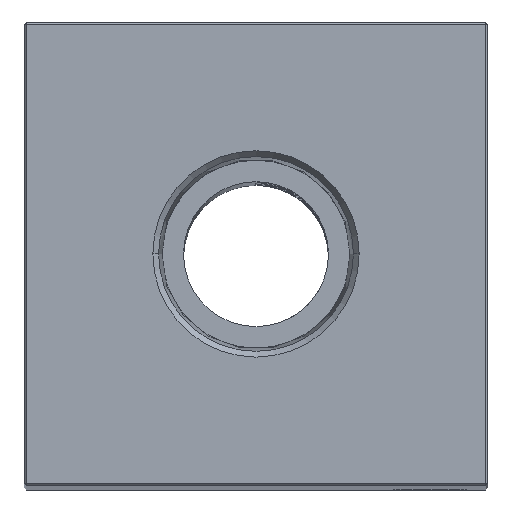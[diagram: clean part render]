
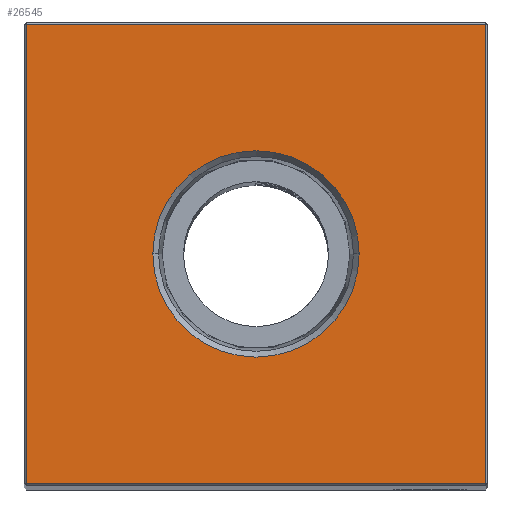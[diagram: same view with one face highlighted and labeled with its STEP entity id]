
A CAD part, top view. The second image highlights one B-rep face of the part: STEP entity #26545.
In plain terms, the highlighted planar face has unit normal (0, 0, 1).
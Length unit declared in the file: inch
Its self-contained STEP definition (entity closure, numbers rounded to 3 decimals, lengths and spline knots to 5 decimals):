
#662 = LINE ( 'NONE', #1223, #24177 ) ;
#713 = AXIS2_PLACEMENT_3D ( 'NONE', #26961, #7588, #16206 ) ;
#1093 = PLANE ( 'NONE',  #713 ) ;
#1223 = CARTESIAN_POINT ( 'NONE',  ( 0.99, 0., 10.25 ) ) ;
#1600 = CARTESIAN_POINT ( 'NONE',  ( 0., 0.99, 10.25 ) ) ;
#3660 = EDGE_LOOP ( 'NONE', ( #15206, #15959 ) ) ;
#4151 = CARTESIAN_POINT ( 'NONE',  ( -0.44487, 0., 10.25 ) ) ;
#4712 = ORIENTED_EDGE ( 'NONE', *, *, #15246, .T. ) ;
#5828 = LINE ( 'NONE', #19244, #5948 ) ;
#5948 = VECTOR ( 'NONE', #5968, 39.37008 ) ;
#5968 = DIRECTION ( 'NONE',  ( 1., 0., 0. ) ) ;
#6059 = AXIS2_PLACEMENT_3D ( 'NONE', #13355, #6720, #21985 ) ;
#6623 = CARTESIAN_POINT ( 'NONE',  ( 0.44487, 0., 10.25 ) ) ;
#6720 = DIRECTION ( 'NONE',  ( 0., 0., 1. ) ) ;
#7338 = VERTEX_POINT ( 'NONE', #18312 ) ;
#7588 = DIRECTION ( 'NONE',  ( 0., 0., -1. ) ) ;
#7950 = VECTOR ( 'NONE', #17327, 39.37008 ) ;
#8056 = DIRECTION ( 'NONE',  ( 1., 0., 0. ) ) ;
#9160 = VECTOR ( 'NONE', #19402, 39.37008 ) ;
#11827 = DIRECTION ( 'NONE',  ( 0., 1., 0. ) ) ;
#11841 = FACE_BOUND ( 'NONE', #3660, .T. ) ;
#11883 = VERTEX_POINT ( 'NONE', #14507 ) ;
#12123 = EDGE_CURVE ( 'NONE', #25977, #12687, #26308, .T. ) ;
#12255 = EDGE_CURVE ( 'NONE', #13442, #7338, #17133, .T. ) ;
#12296 = DIRECTION ( 'NONE',  ( 0., 0., 1. ) ) ;
#12687 = VERTEX_POINT ( 'NONE', #6623 ) ;
#13090 = CARTESIAN_POINT ( 'NONE',  ( -0.99, 0., 10.25 ) ) ;
#13355 = CARTESIAN_POINT ( 'NONE',  ( 0., 0., 10.25 ) ) ;
#13442 = VERTEX_POINT ( 'NONE', #20069 ) ;
#14507 = CARTESIAN_POINT ( 'NONE',  ( -0.99, -0.99, 10.25 ) ) ;
#15029 = ORIENTED_EDGE ( 'NONE', *, *, #12255, .T. ) ;
#15157 = AXIS2_PLACEMENT_3D ( 'NONE', #18654, #12296, #8056 ) ;
#15206 = ORIENTED_EDGE ( 'NONE', *, *, #27627, .F. ) ;
#15246 = EDGE_CURVE ( 'NONE', #11883, #22878, #5828, .T. ) ;
#15920 = CARTESIAN_POINT ( 'NONE',  ( 0.99, -0.99, 10.25 ) ) ;
#15959 = ORIENTED_EDGE ( 'NONE', *, *, #12123, .F. ) ;
#16206 = DIRECTION ( 'NONE',  ( -1., 0., 0. ) ) ;
#17133 = LINE ( 'NONE', #1600, #9160 ) ;
#17183 = EDGE_CURVE ( 'NONE', #22878, #13442, #662, .T. ) ;
#17187 = LINE ( 'NONE', #13090, #7950 ) ;
#17327 = DIRECTION ( 'NONE',  ( 0., -1., 0. ) ) ;
#17388 = ORIENTED_EDGE ( 'NONE', *, *, #17183, .T. ) ;
#17882 = CIRCLE ( 'NONE', #15157, 0.44487 ) ;
#18312 = CARTESIAN_POINT ( 'NONE',  ( -0.99, 0.99, 10.25 ) ) ;
#18654 = CARTESIAN_POINT ( 'NONE',  ( 0., 0., 10.25 ) ) ;
#19244 = CARTESIAN_POINT ( 'NONE',  ( 0., -0.99, 10.25 ) ) ;
#19402 = DIRECTION ( 'NONE',  ( -1., 0., 0. ) ) ;
#20069 = CARTESIAN_POINT ( 'NONE',  ( 0.99, 0.99, 10.25 ) ) ;
#20739 = FACE_OUTER_BOUND ( 'NONE', #25659, .T. ) ;
#21985 = DIRECTION ( 'NONE',  ( 1., 0., 0. ) ) ;
#22878 = VERTEX_POINT ( 'NONE', #15920 ) ;
#24177 = VECTOR ( 'NONE', #11827, 39.37008 ) ;
#25659 = EDGE_LOOP ( 'NONE', ( #26408, #4712, #17388, #15029 ) ) ;
#25977 = VERTEX_POINT ( 'NONE', #4151 ) ;
#26308 = CIRCLE ( 'NONE', #6059, 0.44487 ) ;
#26408 = ORIENTED_EDGE ( 'NONE', *, *, #27573, .T. ) ;
#26545 = ADVANCED_FACE ( 'NONE', ( #20739, #11841 ), #1093, .F. ) ;
#26961 = CARTESIAN_POINT ( 'NONE',  ( 0., 0., 10.25 ) ) ;
#27573 = EDGE_CURVE ( 'NONE', #7338, #11883, #17187, .T. ) ;
#27627 = EDGE_CURVE ( 'NONE', #12687, #25977, #17882, .T. ) ;
